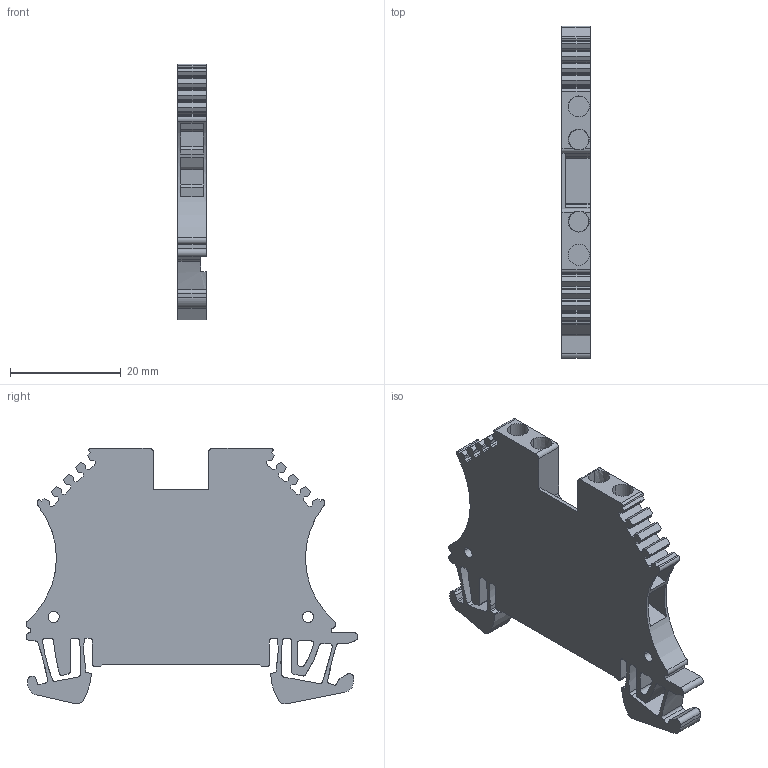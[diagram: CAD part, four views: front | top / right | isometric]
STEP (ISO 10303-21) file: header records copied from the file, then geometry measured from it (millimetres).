
FILE_DESCRIPTION(('CATIA V5 STEP Exchange','CAx-IF Rec.Pracs.--- Model Styling and Organization---1.4--- 2014-01-23'),'2;1');
FILE_NAME ('D1447194_0', '2020-04-21T05:45:14+00:00', ('none'), ('Weidmueller'), 'CATIA Version 5-6 Release 2016 SP3 HF44', 'CATIA V5 STEP AP214', 'none');
FILE_SCHEMA(('AUTOMOTIVE_DESIGN { 1 0 10303 214 1 1 1 1 }'));
Length unit declared in the file: millimetre
Products named in the file (1): 1031480000_WDU_1-5-ZZ_BL
Bounding box: 5.1 x 60 x 46.25 mm (x, y, z)
Volume: 7543.1 mm3; surface area: 6780.8 mm2
Topology: 1 solids, 1 shells, 307 faces, 949 edges, 647 vertices
Faces by surface type: plane 216, cylinder 87, extrusion 4
Entity records: 10565 total; most frequent: CARTESIAN_POINT 1942, ORIENTED_EDGE 1898, DIRECTION 1441, EDGE_CURVE 949, VECTOR 742, LINE 738, VERTEX_POINT 647, AXIS2_PLACEMENT_3D 451
